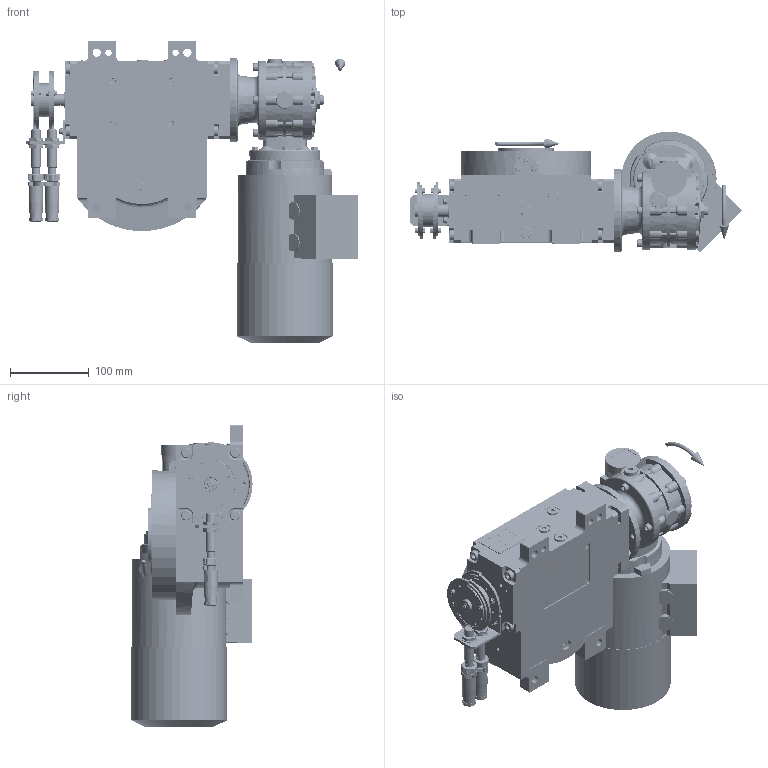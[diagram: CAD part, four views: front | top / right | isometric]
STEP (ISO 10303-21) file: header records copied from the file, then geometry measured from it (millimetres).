
FILE_DESCRIPTION (( 'STEP AP203' ), '1' );
FILE_NAME ('PC5201785.step', '2026-01-21T14:46:57', ( '' ), ( '' ), 'SwSTEP 2.0', 'SolidWorks 2020', '' );
FILE_SCHEMA (( 'CONFIG_CONTROL_DESIGN' ));
Length unit declared in the file: millimetre
Products named in the file (86): RIG04_005_AF0.stp; CFN2203_02_001.stp; RIG06_021_AF0.stp; cfn2205_01_012; rig04_004_s_002; rig04_015; cfn2000_01_161; rig04_007_master; AS_rig04_002_bl_004; AS_900_38_30_003; CFN2010_02_002.stp; cfn2070_05_001; CFN2000_01_185.stp; cfn2000_01_129; 900_38_10_028; cfn2155_01_055; cfn2000_01_147; CFN2104_02_017.stp; cfn2104_01_016; cfn2401_02_005; AS_rig04_004_s_002; PC5201785; 900_38_30_003; cfn2003_01_063; cfn2128_04_011; cfn2107_01_001; olio_agip_blasia_150; cfn2151_01_092; RMI40_F1_LCB_DX_63B14; rig04_071_8_m.stp; AS_cfn2476_01_001_48x38; AS_rig04_004_s_001; RIG04_005_ASM.stp; CFN2223_01-390X6-B.stp; cfn2155_01_038; cfn2077_01_018; AS_rig04_015; CFN2010_01_006.stp; 900_00_00_005; CFN2356_03_051.stp ...
Assembly tree (83 placements, depth 5):
  CFN2203_02_001.stp
  cfn2205_01_012
  rig04_007_master
  PC5201785
    rig04_001_a
    AS_cfn2476_01_001_48x38
      cfn2476_01_001_48x38
      cfn2107_01_001
      cfn2107_01_001
    AS_rig04_071_8_m
      rig04_071_8_m.stp
        RIG04_005_ASM.stp
          RIG04_005_AF0.stp
          RIG06_021_AF0.stp
          CFN2000_01_185.stp
          CFN2000_01_185.stp
          CFN2104_02_017.stp
        CFN2155_01_007.stp
        CFN2010_02_002.stp
      rig04_003_8
      cfn2000_01_147
      cfn2000_01_147
      cfn2000_01_147
      cfn2000_01_147
      cfn2000_01_147
      cfn2000_01_147
      cfn2000_01_147
      cfn2000_01_147
      cfn2104_01_016  x2
    cfn2073_01_011
    AS_rig04_004_s_002
      rig04_004_s_002
      cfn2155_01_038
      cfn2070_05_001
      cfn2000_01_129
      cfn2000_01_129  x2
      cfn2000_01_129
    AS_rig04_004
      rig04_004
      cfn2155_01_055
      cfn2070_05_001
      cfn2000_01_129  x2
      cfn2000_01_129
      cfn2000_01_129
    AS_rig04_002_bl_004
      rig04_002_bl_004
      cfn2115_02_182
    AS_rig04_004_s_001
      rig04_004_s_001
      cfn2000_01_129
      cfn2000_01_129
      cfn2000_01_129  x2
    cfn2128_04_011
    cfn2128_04_011
    cfn2128_04_011
    cfn2128_05_006
    AS_rig04_015
      rig04_015
      cfn2003_01_063
      cfn2003_01_063
Bounding box: 420.63 x 153.49 x 382.99 mm (x, y, z)
Volume: 4795456.5 mm3; surface area: 753919.8 mm2
Topology: 84 solids, 84 shells, 5946 faces, 15099 edges, 9601 vertices
Faces by surface type: plane 2751, cylinder 2027, cone 981, torus 163, bspline 18, sphere 6
Entity records: 164046 total; most frequent: CARTESIAN_POINT 39510, DIRECTION 24402, ORIENTED_EDGE 23948, EDGE_CURVE 11974, AXIS2_PLACEMENT_3D 8978, VERTEX_POINT 7691, LINE 6446, VECTOR 6446
